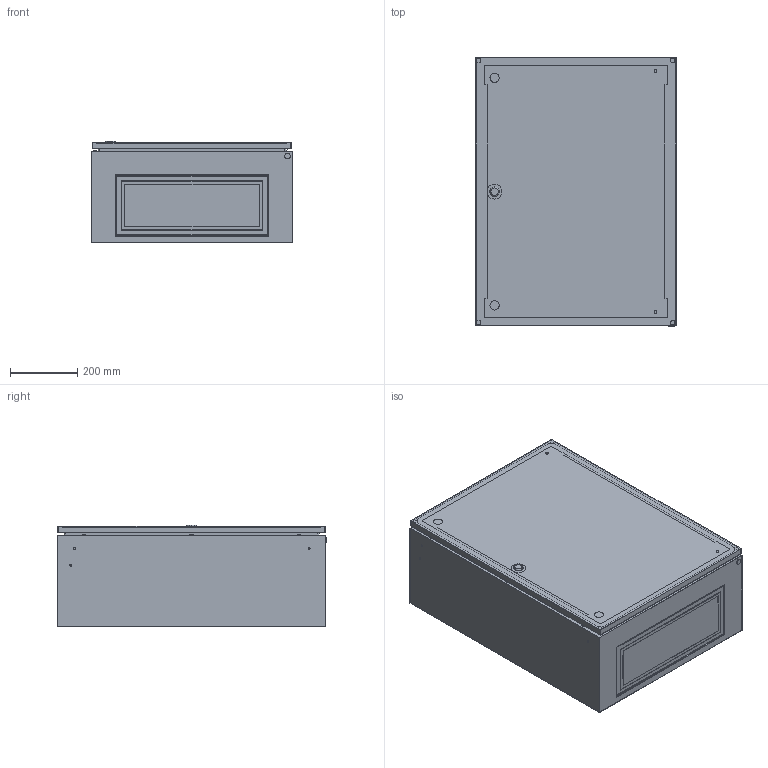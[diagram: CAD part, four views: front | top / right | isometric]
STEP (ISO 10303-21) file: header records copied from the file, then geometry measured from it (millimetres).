
FILE_DESCRIPTION (( 'STEP AP214' ), '1' );
FILE_NAME ('TI5-10-N-080-060-030-66.STEP', '2023-05-10T10:07:15', ( '' ), ( '' ), 'SwSTEP 2.0', 'SolidWorks 2022', '' );
FILE_SCHEMA (( 'AUTOMOTIVE_DESIGN' ));
Length unit declared in the file: millimetre
Products named in the file (5): Крышка_450х175; TI5-10-N-080-060-030-66; Панель_800х600; Оболочка_800х600х300; Дверь_800x600
Assembly tree (4 placements, depth 2):
  TI5-10-N-080-060-030-66
    Оболочка_800х600х300
    Дверь_800x600
    Крышка_450х175
    Панель_800х600
Bounding box: 600 x 802 x 304.1 mm (x, y, z)
Volume: 3341021.2 mm3; surface area: 4886874.4 mm2
Topology: 4 solids, 4 shells, 421 faces, 1052 edges, 683 vertices
Faces by surface type: plane 241, cylinder 162, torus 10, cone 8
Entity records: 13290 total; most frequent: CARTESIAN_POINT 2559, DIRECTION 2238, ORIENTED_EDGE 2104, EDGE_CURVE 1052, AXIS2_PLACEMENT_3D 770, LINE 698, VECTOR 698, VERTEX_POINT 683
